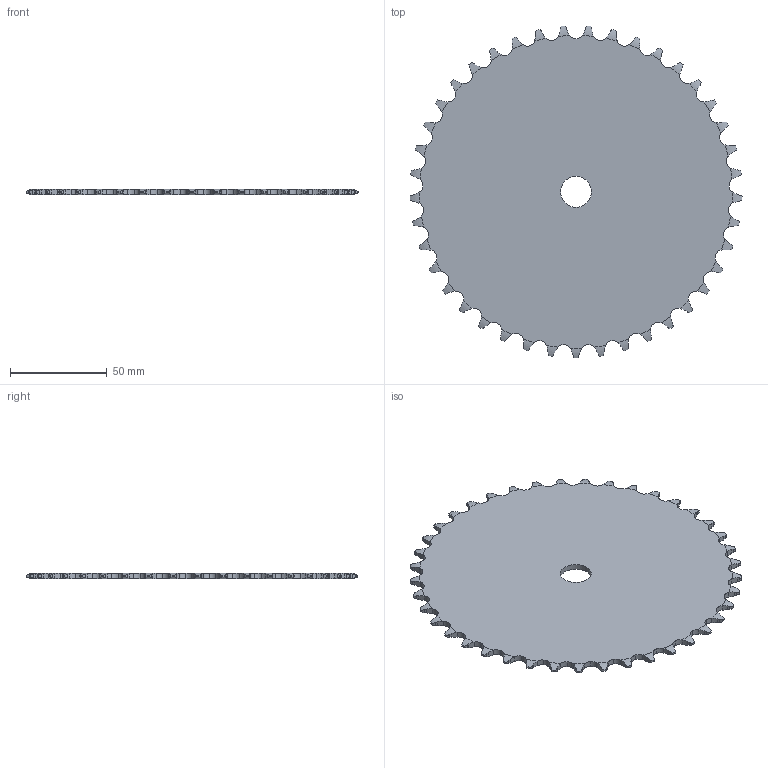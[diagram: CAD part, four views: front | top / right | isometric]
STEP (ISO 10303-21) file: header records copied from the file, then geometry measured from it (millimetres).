
FILE_DESCRIPTION(('FreeCAD Model'),'2;1');
FILE_NAME('Open CASCADE Shape Model','2022-02-12T11:03:27',('FreeCAD'),( 'FreeCAD'),'Open CASCADE STEP processor 7.4','FreeCAD','Unknown');
FILE_SCHEMA(('AUTOMOTIVE_DESIGN { 1 0 10303 214 1 1 1 1 }'));
Length unit declared in the file: millimetre
Products named in the file (1): Open CASCADE STEP translator 7.4 34
Bounding box: 171.34 x 171.22 x 3 mm (x, y, z)
Volume: 61857.9 mm3; surface area: 43732.5 mm2
Topology: 1 solids, 1 shells, 454 faces, 1356 edges, 904 vertices
Faces by surface type: cylinder 288, plane 84, torus 82
Full cylindrical faces by diameter (mm): 16 x1
Entity records: 40160 total; most frequent: CARTESIAN_POINT 16539, DIRECTION 3584, ORIENTED_EDGE 2712, PCURVE 2712, DEFINITIONAL_REPRESENTATION 2712, LINE 1846, VECTOR 1846, B_SPLINE_CURVE_WITH_KNOTS 1476
